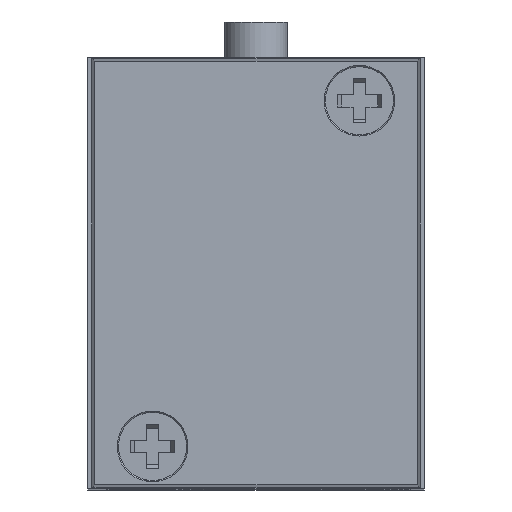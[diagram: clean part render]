
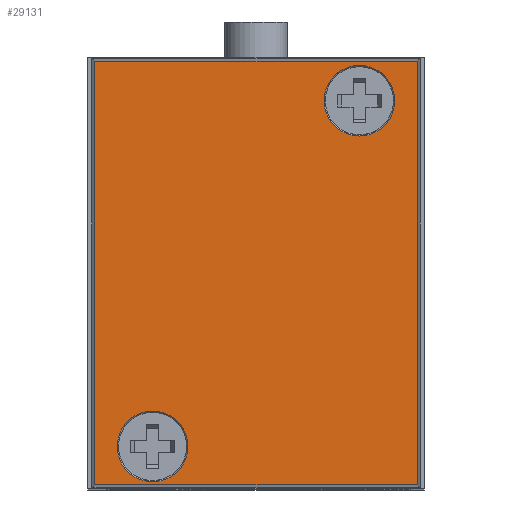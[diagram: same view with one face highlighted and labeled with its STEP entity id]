
A CAD part, top view. The second image highlights one B-rep face of the part: STEP entity #29131.
In plain terms, the highlighted planar face has unit normal (0, 0, 1).
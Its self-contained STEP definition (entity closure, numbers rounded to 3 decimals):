
#1668 = AXIS2_PLACEMENT_3D ( 'NONE', #18999, #64541, #19570 ) ;
#2889 = EDGE_LOOP ( 'NONE', ( #82751, #70199 ) ) ;
#3865 = LINE ( 'NONE', #63688, #74728 ) ;
#3913 = VECTOR ( 'NONE', #47004, 1000. ) ;
#5640 = CARTESIAN_POINT ( 'NONE',  ( 7.354, 7.187, 32.55 ) ) ;
#6870 = LINE ( 'NONE', #40197, #3913 ) ;
#6967 = CIRCLE ( 'NONE', #1668, 2.8 ) ;
#12861 = CARTESIAN_POINT ( 'NONE',  ( 4.554, 7.187, 32.55 ) ) ;
#13404 = DIRECTION ( 'NONE',  ( 0., 0., -1. ) ) ;
#13405 = AXIS2_PLACEMENT_3D ( 'NONE', #33422, #20661, #65345 ) ;
#15717 = VERTEX_POINT ( 'NONE', #65874 ) ;
#16663 = CIRCLE ( 'NONE', #64868, 2.8 ) ;
#18736 = ORIENTED_EDGE ( 'NONE', *, *, #56616, .T. ) ;
#18999 = CARTESIAN_POINT ( 'NONE',  ( 7.354, 7.187, 32.55 ) ) ;
#19570 = DIRECTION ( 'NONE',  ( 1., 0., 0. ) ) ;
#20661 = DIRECTION ( 'NONE',  ( 0., 0., 1. ) ) ;
#21971 = ORIENTED_EDGE ( 'NONE', *, *, #25619, .T. ) ;
#23638 = EDGE_LOOP ( 'NONE', ( #18736, #21971, #49247, #80305 ) ) ;
#24637 = DIRECTION ( 'NONE',  ( 1., 0., 0. ) ) ;
#24903 = CARTESIAN_POINT ( 'NONE',  ( -9.046, -20.213, 32.55 ) ) ;
#25619 = EDGE_CURVE ( 'NONE', #34510, #72074, #3865, .T. ) ;
#26502 = ORIENTED_EDGE ( 'NONE', *, *, #30683, .T. ) ;
#26918 = PLANE ( 'NONE',  #13405 ) ;
#27080 = EDGE_CURVE ( 'NONE', #39975, #15717, #32717, .T. ) ;
#29131 = ADVANCED_FACE ( 'NONE', ( #66870, #63814, #33461 ), #26918, .T. ) ;
#30683 = EDGE_CURVE ( 'NONE', #74405, #81292, #6967, .T. ) ;
#31786 = VECTOR ( 'NONE', #33805, 1000. ) ;
#32717 = CIRCLE ( 'NONE', #38663, 2.8 ) ;
#33422 = CARTESIAN_POINT ( 'NONE',  ( -13.646, 10.337, 32.55 ) ) ;
#33461 = FACE_BOUND ( 'NONE', #41085, .T. ) ;
#33805 = DIRECTION ( 'NONE',  ( 1., 0., 0. ) ) ;
#33842 = VERTEX_POINT ( 'NONE', #70285 ) ;
#34510 = VERTEX_POINT ( 'NONE', #52656 ) ;
#34835 = LINE ( 'NONE', #38407, #80339 ) ;
#37308 = DIRECTION ( 'NONE',  ( 0., 0., -1. ) ) ;
#37390 = EDGE_CURVE ( 'NONE', #33842, #37882, #6870, .T. ) ;
#37882 = VERTEX_POINT ( 'NONE', #53620 ) ;
#38407 = CARTESIAN_POINT ( 'NONE',  ( -13.646, 10.337, 32.55 ) ) ;
#38663 = AXIS2_PLACEMENT_3D ( 'NONE', #24903, #77482, #50837 ) ;
#39975 = VERTEX_POINT ( 'NONE', #52129 ) ;
#40197 = CARTESIAN_POINT ( 'NONE',  ( -13.646, 10.337, 32.55 ) ) ;
#41085 = EDGE_LOOP ( 'NONE', ( #64121, #26502 ) ) ;
#44646 = DIRECTION ( 'NONE',  ( -1., 0., 0. ) ) ;
#47004 = DIRECTION ( 'NONE',  ( 0., -1., 0. ) ) ;
#47614 = CARTESIAN_POINT ( 'NONE',  ( -13.646, -23.263, 32.55 ) ) ;
#49247 = ORIENTED_EDGE ( 'NONE', *, *, #68249, .T. ) ;
#50080 = DIRECTION ( 'NONE',  ( 0., 1., 0. ) ) ;
#50837 = DIRECTION ( 'NONE',  ( 1., 0., 0. ) ) ;
#52129 = CARTESIAN_POINT ( 'NONE',  ( -6.246, -20.213, 32.55 ) ) ;
#52656 = CARTESIAN_POINT ( 'NONE',  ( 11.954, -23.263, 32.55 ) ) ;
#53460 = CARTESIAN_POINT ( 'NONE',  ( 11.954, 10.337, 32.55 ) ) ;
#53620 = CARTESIAN_POINT ( 'NONE',  ( -13.646, -23.263, 32.55 ) ) ;
#56149 = AXIS2_PLACEMENT_3D ( 'NONE', #78760, #13404, #71687 ) ;
#56616 = EDGE_CURVE ( 'NONE', #37882, #34510, #69177, .T. ) ;
#63250 = CARTESIAN_POINT ( 'NONE',  ( 10.154, 7.187, 32.55 ) ) ;
#63688 = CARTESIAN_POINT ( 'NONE',  ( 11.954, 10.337, 32.55 ) ) ;
#63814 = FACE_BOUND ( 'NONE', #2889, .T. ) ;
#63840 = EDGE_CURVE ( 'NONE', #15717, #39975, #81274, .T. ) ;
#64121 = ORIENTED_EDGE ( 'NONE', *, *, #72411, .T. ) ;
#64541 = DIRECTION ( 'NONE',  ( 0., 0., -1. ) ) ;
#64868 = AXIS2_PLACEMENT_3D ( 'NONE', #5640, #37308, #24637 ) ;
#65345 = DIRECTION ( 'NONE',  ( 1., 0., 0. ) ) ;
#65874 = CARTESIAN_POINT ( 'NONE',  ( -11.846, -20.213, 32.55 ) ) ;
#66870 = FACE_OUTER_BOUND ( 'NONE', #23638, .T. ) ;
#68249 = EDGE_CURVE ( 'NONE', #72074, #33842, #34835, .T. ) ;
#69177 = LINE ( 'NONE', #47614, #31786 ) ;
#70199 = ORIENTED_EDGE ( 'NONE', *, *, #63840, .T. ) ;
#70285 = CARTESIAN_POINT ( 'NONE',  ( -13.646, 10.337, 32.55 ) ) ;
#71687 = DIRECTION ( 'NONE',  ( 1., 0., 0. ) ) ;
#72074 = VERTEX_POINT ( 'NONE', #53460 ) ;
#72411 = EDGE_CURVE ( 'NONE', #81292, #74405, #16663, .T. ) ;
#74405 = VERTEX_POINT ( 'NONE', #12861 ) ;
#74728 = VECTOR ( 'NONE', #50080, 1000. ) ;
#77482 = DIRECTION ( 'NONE',  ( 0., 0., -1. ) ) ;
#78760 = CARTESIAN_POINT ( 'NONE',  ( -9.046, -20.213, 32.55 ) ) ;
#80305 = ORIENTED_EDGE ( 'NONE', *, *, #37390, .T. ) ;
#80339 = VECTOR ( 'NONE', #44646, 1000. ) ;
#81274 = CIRCLE ( 'NONE', #56149, 2.8 ) ;
#81292 = VERTEX_POINT ( 'NONE', #63250 ) ;
#82751 = ORIENTED_EDGE ( 'NONE', *, *, #27080, .T. ) ;
